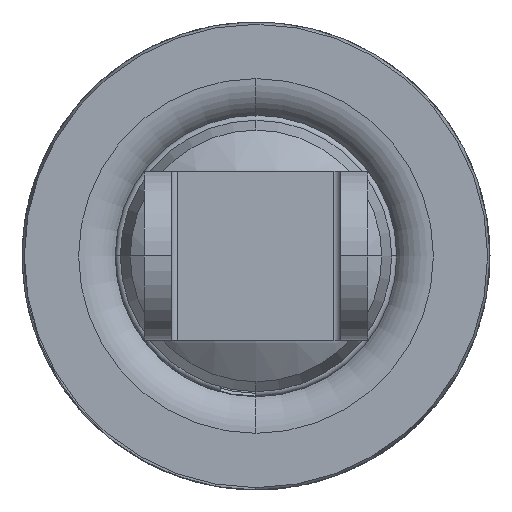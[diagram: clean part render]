
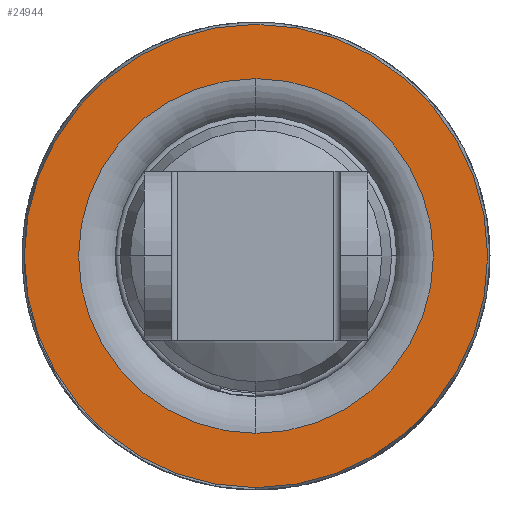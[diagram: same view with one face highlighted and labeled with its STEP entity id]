
A CAD part, front view. The second image highlights one B-rep face of the part: STEP entity #24944.
In plain terms, the highlighted planar face has unit normal (0, -1, 0).
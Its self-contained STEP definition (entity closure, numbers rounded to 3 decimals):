
#964 = DIRECTION ( 'NONE',  ( 0., 0., 1. ) ) ;
#2038 = DIRECTION ( 'NONE',  ( 0., 1., 0. ) ) ;
#2875 = PLANE ( 'NONE',  #22268 ) ;
#3399 = CIRCLE ( 'NONE', #3910, 26.15 ) ;
#3452 = DIRECTION ( 'NONE',  ( 0., 1., 0. ) ) ;
#3910 = AXIS2_PLACEMENT_3D ( 'NONE', #7551, #3452, #964 ) ;
#4295 = CARTESIAN_POINT ( 'NONE',  ( 0., 0., 26.15 ) ) ;
#4305 = VERTEX_POINT ( 'NONE', #10531 ) ;
#5285 = FACE_OUTER_BOUND ( 'NONE', #19204, .T. ) ;
#6408 = DIRECTION ( 'NONE',  ( 0., 0., 1. ) ) ;
#6590 = EDGE_LOOP ( 'NONE', ( #12815, #14268 ) ) ;
#6758 = DIRECTION ( 'NONE',  ( 0., 1., 0. ) ) ;
#6923 = EDGE_CURVE ( 'NONE', #13549, #16469, #11320, .T. ) ;
#7551 = CARTESIAN_POINT ( 'NONE',  ( 0., 0., 0. ) ) ;
#9000 = DIRECTION ( 'NONE',  ( 0., 0., 1. ) ) ;
#10383 = EDGE_CURVE ( 'NONE', #4305, #16889, #16672, .T. ) ;
#10531 = CARTESIAN_POINT ( 'NONE',  ( 0., 0., -34.15 ) ) ;
#10712 = AXIS2_PLACEMENT_3D ( 'NONE', #15065, #2038, #6408 ) ;
#10924 = CARTESIAN_POINT ( 'NONE',  ( 0., 0., 0. ) ) ;
#11320 = CIRCLE ( 'NONE', #23355, 26.15 ) ;
#11420 = DIRECTION ( 'NONE',  ( 0., 0., 1. ) ) ;
#11615 = EDGE_CURVE ( 'NONE', #16469, #13549, #3399, .T. ) ;
#12815 = ORIENTED_EDGE ( 'NONE', *, *, #6923, .T. ) ;
#13549 = VERTEX_POINT ( 'NONE', #4295 ) ;
#13595 = EDGE_CURVE ( 'NONE', #16889, #4305, #21046, .T. ) ;
#14268 = ORIENTED_EDGE ( 'NONE', *, *, #11615, .T. ) ;
#14440 = FACE_BOUND ( 'NONE', #6590, .T. ) ;
#15065 = CARTESIAN_POINT ( 'NONE',  ( 0., 0., 0. ) ) ;
#16023 = DIRECTION ( 'NONE',  ( 0., 1., 0. ) ) ;
#16469 = VERTEX_POINT ( 'NONE', #22386 ) ;
#16672 = CIRCLE ( 'NONE', #10712, 34.15 ) ;
#16889 = VERTEX_POINT ( 'NONE', #23539 ) ;
#17949 = DIRECTION ( 'NONE',  ( 0., 0., 1. ) ) ;
#18232 = CARTESIAN_POINT ( 'NONE',  ( 0., 0., 0. ) ) ;
#18279 = AXIS2_PLACEMENT_3D ( 'NONE', #10924, #6758, #9000 ) ;
#19204 = EDGE_LOOP ( 'NONE', ( #27690, #24153 ) ) ;
#20295 = CARTESIAN_POINT ( 'NONE',  ( 34.15, 0., 0. ) ) ;
#21046 = CIRCLE ( 'NONE', #18279, 34.15 ) ;
#22268 = AXIS2_PLACEMENT_3D ( 'NONE', #20295, #26797, #11420 ) ;
#22386 = CARTESIAN_POINT ( 'NONE',  ( 0., 0., -26.15 ) ) ;
#23355 = AXIS2_PLACEMENT_3D ( 'NONE', #18232, #16023, #17949 ) ;
#23539 = CARTESIAN_POINT ( 'NONE',  ( 0., 0., 34.15 ) ) ;
#24153 = ORIENTED_EDGE ( 'NONE', *, *, #10383, .F. ) ;
#24944 = ADVANCED_FACE ( 'NONE', ( #5285, #14440 ), #2875, .F. ) ;
#26797 = DIRECTION ( 'NONE',  ( 0., 1., 0. ) ) ;
#27690 = ORIENTED_EDGE ( 'NONE', *, *, #13595, .F. ) ;
